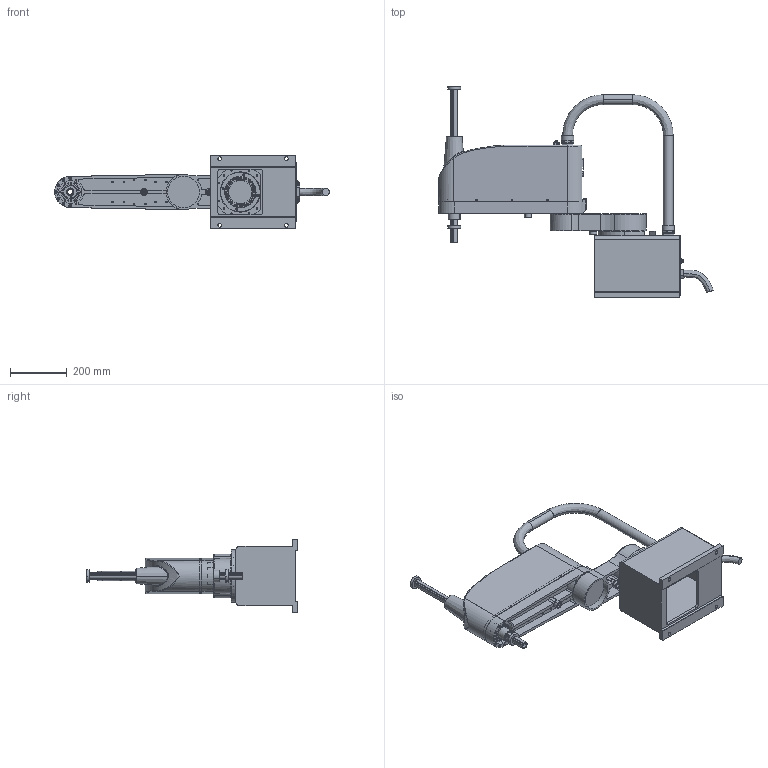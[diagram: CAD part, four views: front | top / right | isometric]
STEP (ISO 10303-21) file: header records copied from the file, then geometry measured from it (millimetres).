
FILE_DESCRIPTION (( 'STEP AP214' ), '1' );
FILE_NAME ('AR61030-E-00.STEP', '2018-04-12T02:16:11', ( 'admin' ), ( '' ), 'SwSTEP 2.0', 'SolidWorks 2014', '' );
FILE_SCHEMA (( 'AUTOMOTIVE_DESIGN' ));
Length unit declared in the file: millimetre
Products named in the file (4): AR61030-E-03; AR61030-E-02; AR61030-E-01; AR61030-E-00
Assembly tree (3 placements, depth 2):
  AR61030-E-00
    AR61030-E-01
    AR61030-E-02
    AR61030-E-03
Bounding box: 969.09 x 744 x 260 mm (x, y, z)
Surface area: 1750403.9 mm2 (no closed solid volume)
Topology: 0 solids, 60 shells, 1176 faces, 3555 edges, 2449 vertices
Faces by surface type: cylinder 682, plane 379, cone 70, bspline 23, torus 22
Entity records: 57582 total; most frequent: CARTESIAN_POINT 11175, DIRECTION 7628, ORIENTED_EDGE 6011, EDGE_CURVE 3553, AXIS2_PLACEMENT_3D 2970, VERTEX_POINT 2449, CIRCLE 1811, LINE 1688
